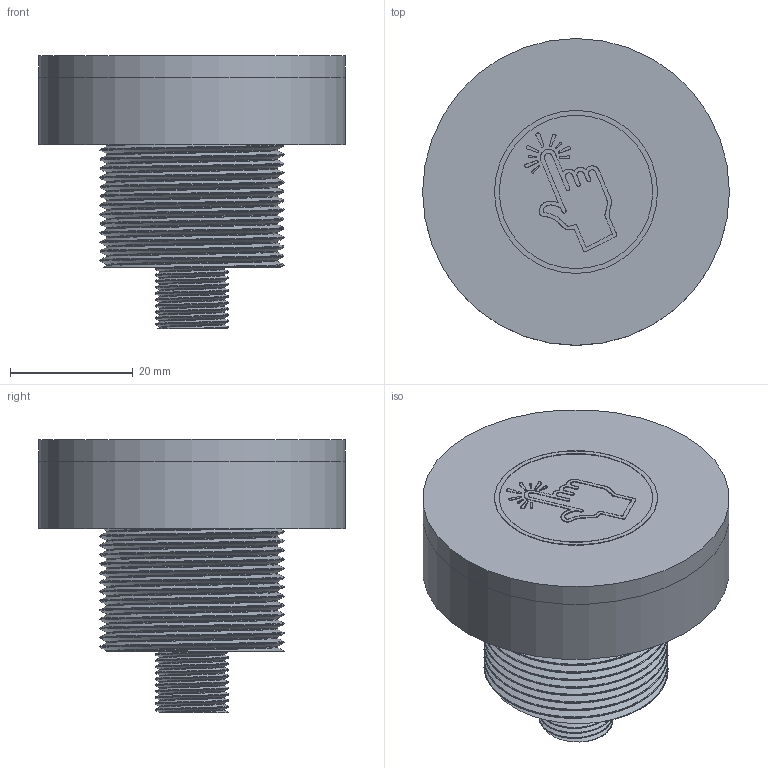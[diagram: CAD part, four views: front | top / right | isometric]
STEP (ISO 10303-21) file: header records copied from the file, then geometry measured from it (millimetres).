
FILE_DESCRIPTION(/* description */ (''),/* implementation_level */ '2;1');
FILE_NAME(/* name */ 'CF5T.stp',/* time_stamp */ '2024-06-03T14:40:47+02:00',/* author */ ('lucas'),/* organization */ (''),/* preprocessor_version */ 'ST-DEVELOPER v19',/* originating_system */ 'Autodesk Inventor 2023',/* authorisation */ '');
FILE_SCHEMA (('AUTOMOTIVE_DESIGN { 1 0 10303 214 3 1 1 }'));
Length unit declared in the file: millimetre
Products named in the file (1): C5_touch_nieuw
Bounding box: 50 x 50 x 44.6 mm (x, y, z)
Volume: 41641.4 mm3; surface area: 15337.7 mm2
Topology: 3 solids, 3 shells, 734 faces, 2108 edges, 1405 vertices
Faces by surface type: cylinder 632, bspline 54, plane 48
Full cylindrical faces by diameter (mm): 1 x5, 10.517 x2, 12 x9, 14.8 x1, 14.9 x1, 17.3 x1, 22.6 x1, 25 x1, 26.563 x1, 27.776 x2, 30 x13, 50 x2
Entity records: 37789 total; most frequent: CARTESIAN_POINT 16806, DIRECTION 4687, ORIENTED_EDGE 4216, EDGE_CURVE 2108, AXIS2_PLACEMENT_3D 1982, VERTEX_POINT 1405, CIRCLE 1217, EDGE_LOOP 763
